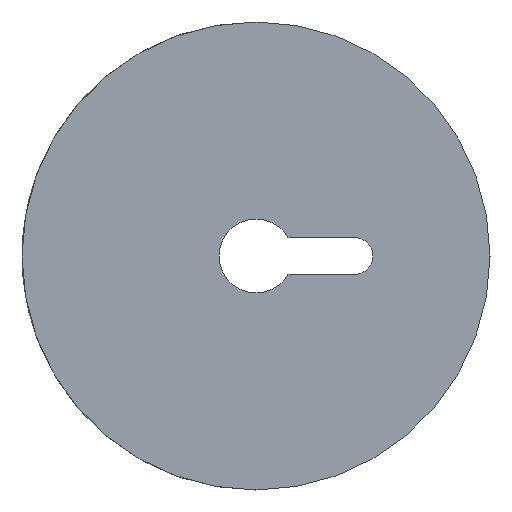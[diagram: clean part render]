
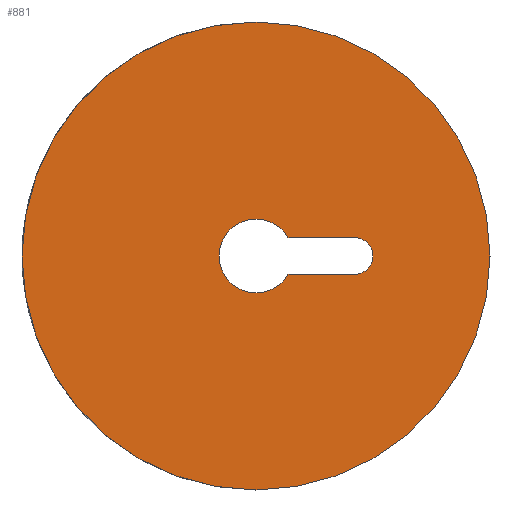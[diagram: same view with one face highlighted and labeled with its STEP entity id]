
A CAD part, left-side view. The second image highlights one B-rep face of the part: STEP entity #881.
In plain terms, the highlighted planar face has unit normal (-1, 0, 0).
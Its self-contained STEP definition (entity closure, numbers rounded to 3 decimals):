
#4 = DIRECTION ( 'NONE',  ( 0., 0., 1. ) ) ;
#13 = EDGE_CURVE ( 'NONE', #513, #222, #1053, .T. ) ;
#16 = DIRECTION ( 'NONE',  ( -1., 0., 0. ) ) ;
#28 = AXIS2_PLACEMENT_3D ( 'NONE', #977, #993, #378 ) ;
#33 = EDGE_CURVE ( 'NONE', #513, #470, #295, .T. ) ;
#37 = CARTESIAN_POINT ( 'NONE',  ( 0., -2.598, -1.5 ) ) ;
#56 = ORIENTED_EDGE ( 'NONE', *, *, #119, .F. ) ;
#70 = AXIS2_PLACEMENT_3D ( 'NONE', #102, #895, #738 ) ;
#78 = VERTEX_POINT ( 'NONE', #37 ) ;
#102 = CARTESIAN_POINT ( 'NONE',  ( 0., 0., 0. ) ) ;
#119 = EDGE_CURVE ( 'NONE', #982, #78, #559, .T. ) ;
#143 = AXIS2_PLACEMENT_3D ( 'NONE', #1212, #268, #822 ) ;
#157 = CARTESIAN_POINT ( 'NONE',  ( 0., 0., 19. ) ) ;
#162 = EDGE_LOOP ( 'NONE', ( #1003, #641 ) ) ;
#222 = VERTEX_POINT ( 'NONE', #885 ) ;
#249 = DIRECTION ( 'NONE',  ( 0., 0., -1. ) ) ;
#268 = DIRECTION ( 'NONE',  ( -1., 0., 0. ) ) ;
#277 = VERTEX_POINT ( 'NONE', #1001 ) ;
#295 = LINE ( 'NONE', #657, #687 ) ;
#320 = AXIS2_PLACEMENT_3D ( 'NONE', #465, #827, #1005 ) ;
#361 = LINE ( 'NONE', #906, #1183 ) ;
#369 = DIRECTION ( 'NONE',  ( 0., 1., 0. ) ) ;
#378 = DIRECTION ( 'NONE',  ( 0., 0., 1. ) ) ;
#447 = DIRECTION ( 'NONE',  ( -1., 0., 0. ) ) ;
#451 = CARTESIAN_POINT ( 'NONE',  ( 0., 0., 0. ) ) ;
#461 = PLANE ( 'NONE',  #320 ) ;
#465 = CARTESIAN_POINT ( 'NONE',  ( 0., 3., 0. ) ) ;
#470 = VERTEX_POINT ( 'NONE', #636 ) ;
#471 = CARTESIAN_POINT ( 'NONE',  ( 0., 0., -3. ) ) ;
#506 = VERTEX_POINT ( 'NONE', #576 ) ;
#513 = VERTEX_POINT ( 'NONE', #1124 ) ;
#528 = ORIENTED_EDGE ( 'NONE', *, *, #33, .T. ) ;
#537 = AXIS2_PLACEMENT_3D ( 'NONE', #768, #1080, #249 ) ;
#541 = DIRECTION ( 'NONE',  ( 0., 0., 1. ) ) ;
#559 = CIRCLE ( 'NONE', #28, 3. ) ;
#576 = CARTESIAN_POINT ( 'NONE',  ( 0., 0., -19. ) ) ;
#588 = CIRCLE ( 'NONE', #70, 19. ) ;
#614 = ORIENTED_EDGE ( 'NONE', *, *, #888, .T. ) ;
#618 = EDGE_LOOP ( 'NONE', ( #1090, #528, #936, #614, #56, #705 ) ) ;
#636 = CARTESIAN_POINT ( 'NONE',  ( 0., -8., 1.5 ) ) ;
#641 = ORIENTED_EDGE ( 'NONE', *, *, #882, .T. ) ;
#657 = CARTESIAN_POINT ( 'NONE',  ( 0., -8., 1.5 ) ) ;
#687 = VECTOR ( 'NONE', #1023, 1000. ) ;
#705 = ORIENTED_EDGE ( 'NONE', *, *, #811, .F. ) ;
#718 = EDGE_CURVE ( 'NONE', #470, #277, #819, .T. ) ;
#738 = DIRECTION ( 'NONE',  ( 0., 0., 1. ) ) ;
#750 = AXIS2_PLACEMENT_3D ( 'NONE', #451, #447, #541 ) ;
#768 = CARTESIAN_POINT ( 'NONE',  ( 0., -8., 0. ) ) ;
#811 = EDGE_CURVE ( 'NONE', #222, #982, #1068, .T. ) ;
#819 = CIRCLE ( 'NONE', #537, 1.5 ) ;
#822 = DIRECTION ( 'NONE',  ( 0., 0., 1. ) ) ;
#827 = DIRECTION ( 'NONE',  ( 1., 0., 0. ) ) ;
#828 = EDGE_CURVE ( 'NONE', #1166, #506, #588, .T. ) ;
#845 = CARTESIAN_POINT ( 'NONE',  ( 0., 0., 0. ) ) ;
#852 = CIRCLE ( 'NONE', #143, 19. ) ;
#881 = ADVANCED_FACE ( 'NONE', ( #918, #1189 ), #461, .F. ) ;
#882 = EDGE_CURVE ( 'NONE', #506, #1166, #852, .T. ) ;
#885 = CARTESIAN_POINT ( 'NONE',  ( 0., 0., 3. ) ) ;
#888 = EDGE_CURVE ( 'NONE', #277, #78, #361, .T. ) ;
#895 = DIRECTION ( 'NONE',  ( -1., 0., 0. ) ) ;
#906 = CARTESIAN_POINT ( 'NONE',  ( 0., 0., -1.5 ) ) ;
#918 = FACE_BOUND ( 'NONE', #618, .T. ) ;
#936 = ORIENTED_EDGE ( 'NONE', *, *, #718, .T. ) ;
#972 = AXIS2_PLACEMENT_3D ( 'NONE', #845, #16, #4 ) ;
#977 = CARTESIAN_POINT ( 'NONE',  ( 0., 0., 0. ) ) ;
#982 = VERTEX_POINT ( 'NONE', #471 ) ;
#993 = DIRECTION ( 'NONE',  ( -1., 0., 0. ) ) ;
#1001 = CARTESIAN_POINT ( 'NONE',  ( 0., -8., -1.5 ) ) ;
#1003 = ORIENTED_EDGE ( 'NONE', *, *, #828, .T. ) ;
#1005 = DIRECTION ( 'NONE',  ( 0., 0., -1. ) ) ;
#1023 = DIRECTION ( 'NONE',  ( 0., -1., 0. ) ) ;
#1053 = CIRCLE ( 'NONE', #972, 3. ) ;
#1068 = CIRCLE ( 'NONE', #750, 3. ) ;
#1080 = DIRECTION ( 'NONE',  ( 1., 0., 0. ) ) ;
#1090 = ORIENTED_EDGE ( 'NONE', *, *, #13, .F. ) ;
#1124 = CARTESIAN_POINT ( 'NONE',  ( 0., -2.598, 1.5 ) ) ;
#1166 = VERTEX_POINT ( 'NONE', #157 ) ;
#1183 = VECTOR ( 'NONE', #369, 1000. ) ;
#1189 = FACE_OUTER_BOUND ( 'NONE', #162, .T. ) ;
#1212 = CARTESIAN_POINT ( 'NONE',  ( 0., 0., 0. ) ) ;
